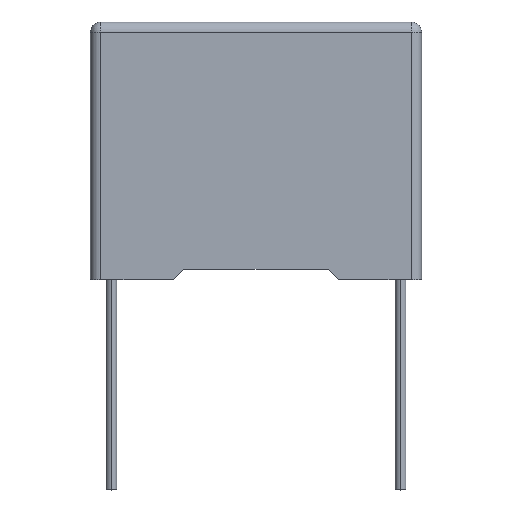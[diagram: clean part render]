
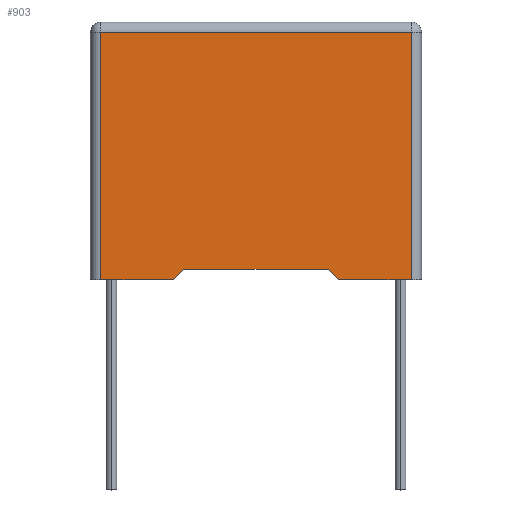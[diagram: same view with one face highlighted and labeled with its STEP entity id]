
A CAD part, top view. The second image highlights one B-rep face of the part: STEP entity #903.
In plain terms, the highlighted planar face has unit normal (0, 0, 1).
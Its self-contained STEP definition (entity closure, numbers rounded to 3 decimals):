
#13 = ORIENTED_EDGE ( 'NONE', *, *, #28, .T. ) ;
#15 = DIRECTION ( 'NONE',  ( 0.707, 0.707, 0. ) ) ;
#19 = CARTESIAN_POINT ( 'NONE',  ( 6.875, 1., 6. ) ) ;
#28 = EDGE_CURVE ( 'NONE', #245, #1013, #841, .T. ) ;
#49 = ORIENTED_EDGE ( 'NONE', *, *, #1018, .T. ) ;
#92 = VECTOR ( 'NONE', #256, 1000. ) ;
#139 = DIRECTION ( 'NONE',  ( 0., 1., 0. ) ) ;
#198 = DIRECTION ( 'NONE',  ( -1., 0., 0. ) ) ;
#225 = VECTOR ( 'NONE', #1415, 1000. ) ;
#227 = VERTEX_POINT ( 'NONE', #1365 ) ;
#245 = VERTEX_POINT ( 'NONE', #1488 ) ;
#256 = DIRECTION ( 'NONE',  ( 1., 0., 0. ) ) ;
#276 = CARTESIAN_POINT ( 'NONE',  ( -6.875, 1., 6. ) ) ;
#308 = LINE ( 'NONE', #1015, #1470 ) ;
#310 = VECTOR ( 'NONE', #198, 1000. ) ;
#329 = ORIENTED_EDGE ( 'NONE', *, *, #1117, .T. ) ;
#339 = VECTOR ( 'NONE', #15, 1000. ) ;
#340 = AXIS2_PLACEMENT_3D ( 'NONE', #1171, #451, #919 ) ;
#348 = VECTOR ( 'NONE', #139, 1000. ) ;
#430 = ORIENTED_EDGE ( 'NONE', *, *, #1057, .T. ) ;
#451 = DIRECTION ( 'NONE',  ( 0., 0., 1. ) ) ;
#453 = VERTEX_POINT ( 'NONE', #722 ) ;
#455 = EDGE_LOOP ( 'NONE', ( #576, #948, #329, #49, #13, #693, #430, #1042 ) ) ;
#495 = VERTEX_POINT ( 'NONE', #1189 ) ;
#511 = VECTOR ( 'NONE', #879, 1000. ) ;
#573 = VECTOR ( 'NONE', #750, 1000. ) ;
#576 = ORIENTED_EDGE ( 'NONE', *, *, #785, .T. ) ;
#613 = LINE ( 'NONE', #1201, #573 ) ;
#616 = VERTEX_POINT ( 'NONE', #849 ) ;
#647 = CARTESIAN_POINT ( 'NONE',  ( -14.75, 23.5, 6. ) ) ;
#693 = ORIENTED_EDGE ( 'NONE', *, *, #892, .T. ) ;
#722 = CARTESIAN_POINT ( 'NONE',  ( 14.75, 23.5, 6. ) ) ;
#723 = CARTESIAN_POINT ( 'NONE',  ( -7.875, 0., 6. ) ) ;
#750 = DIRECTION ( 'NONE',  ( 1., 0., 0. ) ) ;
#785 = EDGE_CURVE ( 'NONE', #453, #227, #837, .T. ) ;
#787 = DIRECTION ( 'NONE',  ( 0.707, -0.707, 0. ) ) ;
#790 = FACE_OUTER_BOUND ( 'NONE', #455, .T. ) ;
#837 = LINE ( 'NONE', #647, #310 ) ;
#841 = LINE ( 'NONE', #276, #225 ) ;
#849 = CARTESIAN_POINT ( 'NONE',  ( -14.75, 0., 6. ) ) ;
#859 = CARTESIAN_POINT ( 'NONE',  ( -14.75, 0., 6. ) ) ;
#879 = DIRECTION ( 'NONE',  ( 0., -1., 0. ) ) ;
#892 = EDGE_CURVE ( 'NONE', #1013, #495, #308, .T. ) ;
#903 = ADVANCED_FACE ( 'NONE', ( #790 ), #1354, .T. ) ;
#919 = DIRECTION ( 'NONE',  ( 1., 0., 0. ) ) ;
#923 = VERTEX_POINT ( 'NONE', #1257 ) ;
#948 = ORIENTED_EDGE ( 'NONE', *, *, #1255, .T. ) ;
#960 = CARTESIAN_POINT ( 'NONE',  ( 7.875, 0., 6. ) ) ;
#961 = LINE ( 'NONE', #723, #339 ) ;
#1013 = VERTEX_POINT ( 'NONE', #19 ) ;
#1015 = CARTESIAN_POINT ( 'NONE',  ( 6.875, 1., 6. ) ) ;
#1018 = EDGE_CURVE ( 'NONE', #1193, #245, #961, .T. ) ;
#1037 = LINE ( 'NONE', #960, #92 ) ;
#1042 = ORIENTED_EDGE ( 'NONE', *, *, #1499, .T. ) ;
#1057 = EDGE_CURVE ( 'NONE', #495, #923, #1037, .T. ) ;
#1095 = CARTESIAN_POINT ( 'NONE',  ( 14.75, 23.5, 6. ) ) ;
#1117 = EDGE_CURVE ( 'NONE', #616, #1193, #613, .T. ) ;
#1135 = LINE ( 'NONE', #859, #511 ) ;
#1171 = CARTESIAN_POINT ( 'NONE',  ( 14.75, 23.5, 6. ) ) ;
#1189 = CARTESIAN_POINT ( 'NONE',  ( 7.875, 0., 6. ) ) ;
#1193 = VERTEX_POINT ( 'NONE', #1324 ) ;
#1201 = CARTESIAN_POINT ( 'NONE',  ( -15.75, 0., 6. ) ) ;
#1209 = LINE ( 'NONE', #1095, #348 ) ;
#1255 = EDGE_CURVE ( 'NONE', #227, #616, #1135, .T. ) ;
#1257 = CARTESIAN_POINT ( 'NONE',  ( 14.75, 0., 6. ) ) ;
#1324 = CARTESIAN_POINT ( 'NONE',  ( -7.875, 0., 6. ) ) ;
#1354 = PLANE ( 'NONE',  #340 ) ;
#1365 = CARTESIAN_POINT ( 'NONE',  ( -14.75, 23.5, 6. ) ) ;
#1415 = DIRECTION ( 'NONE',  ( 1., 0., 0. ) ) ;
#1470 = VECTOR ( 'NONE', #787, 1000. ) ;
#1488 = CARTESIAN_POINT ( 'NONE',  ( -6.875, 1., 6. ) ) ;
#1499 = EDGE_CURVE ( 'NONE', #923, #453, #1209, .T. ) ;
